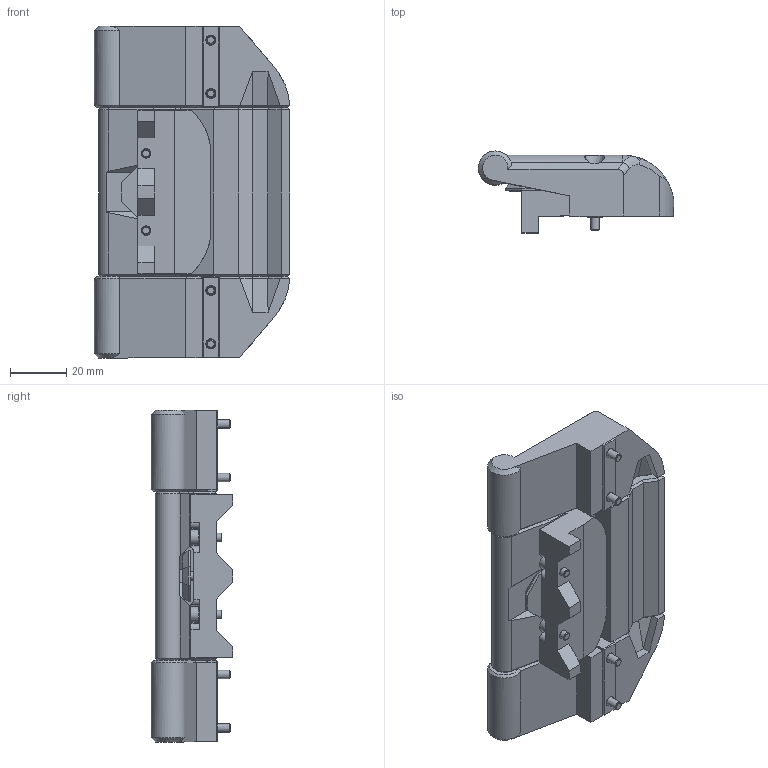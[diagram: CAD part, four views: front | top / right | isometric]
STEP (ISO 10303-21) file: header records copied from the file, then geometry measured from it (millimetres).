
FILE_DESCRIPTION(/* description */ (''),/* implementation_level */ '2;1');
FILE_NAME(/* name */ 'clicky_clack_latch_handle-6mm.step',/* time_stamp */ '2025-06-20T08:54:35-05:00',/* author */ (''),/* organization */ (''),/* preprocessor_version */ 'ST-DEVELOPER v20.1',/* originating_system */ 'Autodesk Translation Framework v14.10.0.0',/* authorisation */ '');
FILE_SCHEMA (('AUTOMOTIVE_DESIGN { 1 0 10303 214 3 1 1 }'));
Length unit declared in the file: millimetre
Products named in the file (14): Latch Handle; Latch; Handle; Hinge_Top; Panel_Clip; Hinge_Bottom; fasteners (3); M3x8 BHCS v1; M5x50 Dowel Pin; M5x7x8 split_bushing; M3x20 SHCS v1; M3x8 SHCS v1; 6x3mm magnet v2; M3 5x4 Heatset Insert
Assembly tree (33 placements, depth 3):
  Latch Handle
    Latch
    Handle
    Hinge_Top
    Panel_Clip
    Hinge_Bottom
    fasteners (3)
      M3x8 BHCS v1
      M5x50 Dowel Pin  x2
      M5x7x8 split_bushing  x2
      M3x20 SHCS v1  x4
      M3x8 SHCS v1  x4
      6x3mm magnet v2  x12
      M3 5x4 Heatset Insert  x2
Bounding box: 69.36 x 29.02 x 118 mm (x, y, z)
Volume: 122952.5 mm3; surface area: 40488.6 mm2
Topology: 32 solids, 32 shells, 917 faces, 2141 edges, 1337 vertices
Faces by surface type: plane 445, bspline 162, cylinder 153, cone 130, torus 26, sphere 1
Full cylindrical faces by diameter (mm): 2.8 x2, 2.9 x2, 3 x9, 3.4 x2, 3.6 x6, 4.1 x2, 4.25 x4, 4.8 x1, 5 x2, 5.5 x8, 5.7 x1, 5.8 x2, 6 x16, 6.5 x1, 7.1 x2
Entity records: 23006 total; most frequent: CARTESIAN_POINT 8837, ORIENTED_EDGE 2906, DIRECTION 2708, EDGE_CURVE 1453, VERTEX_POINT 917, AXIS2_PLACEMENT_3D 914, LINE 880, VECTOR 880
